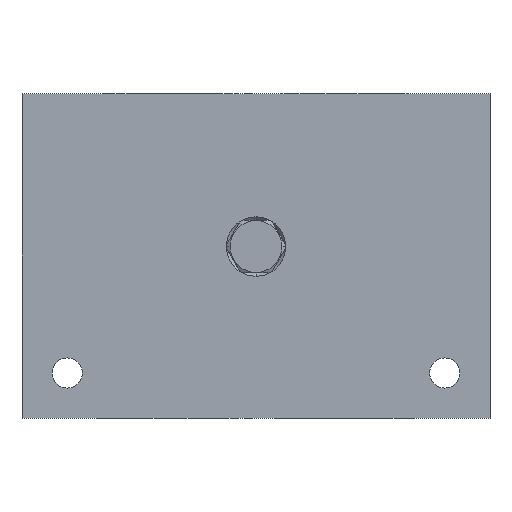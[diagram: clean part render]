
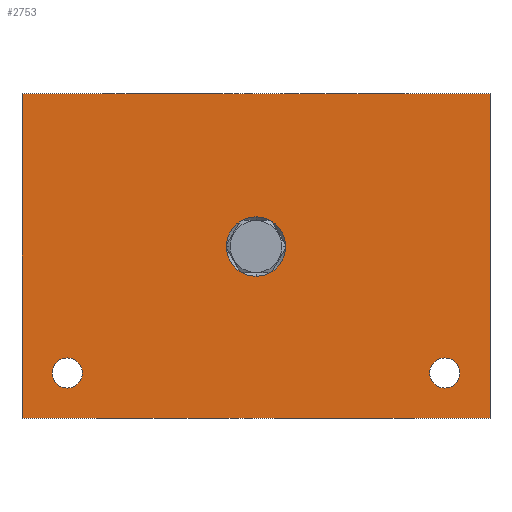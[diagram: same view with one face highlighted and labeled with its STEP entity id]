
A CAD part, front view. The second image highlights one B-rep face of the part: STEP entity #2753.
In plain terms, the highlighted planar face has unit normal (0, -1, 0).
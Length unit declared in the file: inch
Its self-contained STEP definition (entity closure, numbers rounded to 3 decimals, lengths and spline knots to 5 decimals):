
#5=DIRECTION('',(1.,0.,0.));
#6=VECTOR('',#5,7.75);
#7=CARTESIAN_POINT('',(0.,-3.,0.));
#8=LINE('',#7,#6);
#75=DIRECTION('',(0.,0.,1.));
#76=VECTOR('',#75,5.375);
#77=CARTESIAN_POINT('',(7.75,-3.,0.));
#78=LINE('',#77,#76);
#89=DIRECTION('',(0.,0.,1.));
#90=VECTOR('',#89,5.375);
#91=CARTESIAN_POINT('',(0.,-3.,0.));
#92=LINE('',#91,#90);
#93=CARTESIAN_POINT('',(3.875,-3.,2.844));
#94=DIRECTION('',(0.,1.,0.));
#95=DIRECTION('',(0.,0.,-1.));
#96=AXIS2_PLACEMENT_3D('',#93,#94,#95);
#98=CARTESIAN_POINT('',(3.875,-3.,2.844));
#99=DIRECTION('',(0.,1.,0.));
#100=DIRECTION('',(0.,0.,1.));
#101=AXIS2_PLACEMENT_3D('',#98,#99,#100);
#103=CARTESIAN_POINT('',(0.75,-3.,0.75));
#104=DIRECTION('',(0.,1.,0.));
#105=DIRECTION('',(0.,0.,-1.));
#106=AXIS2_PLACEMENT_3D('',#103,#104,#105);
#108=CARTESIAN_POINT('',(0.75,-3.,0.75));
#109=DIRECTION('',(0.,1.,0.));
#110=DIRECTION('',(0.,0.,1.));
#111=AXIS2_PLACEMENT_3D('',#108,#109,#110);
#113=CARTESIAN_POINT('',(7.,-3.,0.75));
#114=DIRECTION('',(0.,1.,0.));
#115=DIRECTION('',(0.,0.,-1.));
#116=AXIS2_PLACEMENT_3D('',#113,#114,#115);
#118=CARTESIAN_POINT('',(7.,-3.,0.75));
#119=DIRECTION('',(0.,1.,0.));
#120=DIRECTION('',(0.,0.,1.));
#121=AXIS2_PLACEMENT_3D('',#118,#119,#120);
#135=DIRECTION('',(1.,0.,0.));
#136=VECTOR('',#135,7.75);
#137=CARTESIAN_POINT('',(0.,-3.,5.375));
#138=LINE('',#137,#136);
#2281=CARTESIAN_POINT('',(0.,-3.,0.));
#2283=VERTEX_POINT('',#2281);
#2284=CARTESIAN_POINT('',(7.75,-3.,0.));
#2285=VERTEX_POINT('',#2284);
#2289=CARTESIAN_POINT('',(0.,-3.,5.375));
#2291=VERTEX_POINT('',#2289);
#2292=CARTESIAN_POINT('',(7.75,-3.,5.375));
#2293=VERTEX_POINT('',#2292);
#2505=CARTESIAN_POINT('',(3.875,-3.,2.352));
#2506=CARTESIAN_POINT('',(3.875,-3.,3.336));
#2507=VERTEX_POINT('',#2505);
#2508=VERTEX_POINT('',#2506);
#2521=CARTESIAN_POINT('',(0.75,-3.,0.5));
#2522=CARTESIAN_POINT('',(0.75,-3.,1.));
#2523=VERTEX_POINT('',#2521);
#2524=VERTEX_POINT('',#2522);
#2529=CARTESIAN_POINT('',(7.,-3.,0.5));
#2530=CARTESIAN_POINT('',(7.,-3.,1.));
#2531=VERTEX_POINT('',#2529);
#2532=VERTEX_POINT('',#2530);
#2723=CARTESIAN_POINT('',(0.,-3.,0.));
#2724=DIRECTION('',(0.,-1.,0.));
#2725=DIRECTION('',(1.,0.,0.));
#2726=AXIS2_PLACEMENT_3D('',#2723,#2724,#2725);
#2727=PLANE('',#2726);
#2728=ORIENTED_EDGE('',*,*,#2635,.F.);
#2729=ORIENTED_EDGE('',*,*,#2666,.T.);
#2731=ORIENTED_EDGE('',*,*,#2730,.T.);
#2732=ORIENTED_EDGE('',*,*,#2709,.F.);
#2733=EDGE_LOOP('',(#2728,#2729,#2731,#2732));
#2734=FACE_OUTER_BOUND('',#2733,.F.);
#2736=ORIENTED_EDGE('',*,*,#2735,.F.);
#2738=ORIENTED_EDGE('',*,*,#2737,.F.);
#2739=EDGE_LOOP('',(#2736,#2738));
#2740=FACE_BOUND('',#2739,.F.);
#2742=ORIENTED_EDGE('',*,*,#2741,.F.);
#2744=ORIENTED_EDGE('',*,*,#2743,.F.);
#2745=EDGE_LOOP('',(#2742,#2744));
#2746=FACE_BOUND('',#2745,.F.);
#2748=ORIENTED_EDGE('',*,*,#2747,.F.);
#2750=ORIENTED_EDGE('',*,*,#2749,.F.);
#2751=EDGE_LOOP('',(#2748,#2750));
#2752=FACE_BOUND('',#2751,.F.);
#2753=ADVANCED_FACE('',(#2734,#2740,#2746,#2752),#2727,.T.);
#97=CIRCLE('',#96,0.492);
#102=CIRCLE('',#101,0.492);
#107=CIRCLE('',#106,0.25);
#112=CIRCLE('',#111,0.25);
#117=CIRCLE('',#116,0.25);
#122=CIRCLE('',#121,0.25);
#2635=EDGE_CURVE('',#2283,#2285,#8,.T.);
#2666=EDGE_CURVE('',#2283,#2291,#92,.T.);
#2709=EDGE_CURVE('',#2285,#2293,#78,.T.);
#2730=EDGE_CURVE('',#2291,#2293,#138,.T.);
#2735=EDGE_CURVE('',#2507,#2508,#97,.T.);
#2737=EDGE_CURVE('',#2508,#2507,#102,.T.);
#2741=EDGE_CURVE('',#2523,#2524,#107,.T.);
#2743=EDGE_CURVE('',#2524,#2523,#112,.T.);
#2747=EDGE_CURVE('',#2531,#2532,#117,.T.);
#2749=EDGE_CURVE('',#2532,#2531,#122,.T.);
